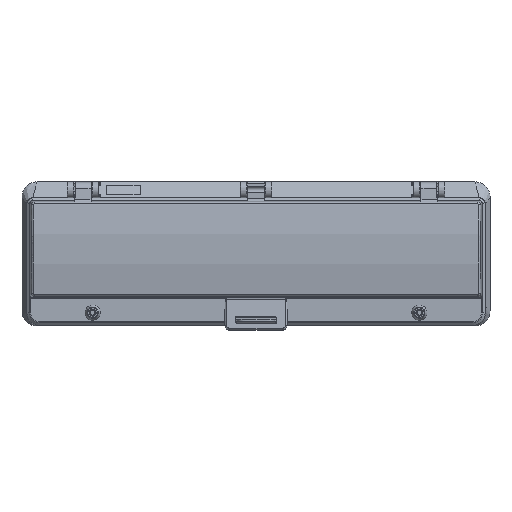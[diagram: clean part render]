
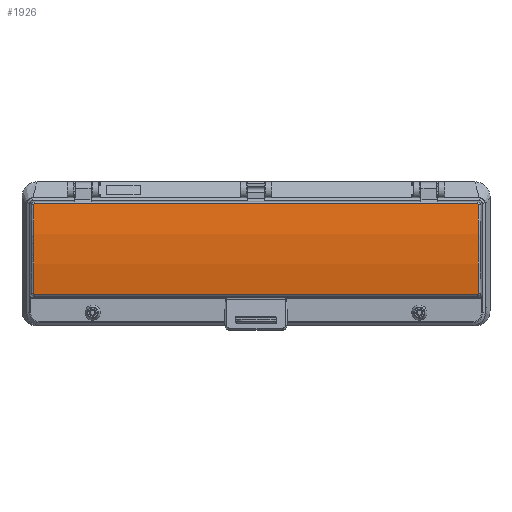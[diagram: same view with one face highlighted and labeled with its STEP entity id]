
A CAD part, top view. The second image highlights one B-rep face of the part: STEP entity #1926.
In plain terms, the highlighted cylindrical face has radius 168.283 mm (diameter 336.566 mm), a partial arc.
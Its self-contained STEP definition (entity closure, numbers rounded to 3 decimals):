
#224=CYLINDRICAL_SURFACE('',#26029,168.283);
#534=B_SPLINE_CURVE_WITH_KNOTS('',3,(#35356,#35357,#35358,#35359),
 .UNSPECIFIED.,.F.,.F.,(4,4),(0.,1.),.UNSPECIFIED.);
#535=B_SPLINE_CURVE_WITH_KNOTS('',3,(#35361,#35362,#35363,#35364),
 .UNSPECIFIED.,.F.,.F.,(4,4),(0.,1.),.UNSPECIFIED.);
#536=B_SPLINE_CURVE_WITH_KNOTS('',3,(#35366,#35367,#35368,#35369,#35370,
#35371,#35372,#35373,#35374,#35375,#35376,#35377),.UNSPECIFIED.,.F.,.F.,
(4,2,2,2,2,4),(0.,0.186,0.394,0.596,
0.798,1.),.UNSPECIFIED.);
#537=B_SPLINE_CURVE_WITH_KNOTS('',3,(#35381,#35382,#35383,#35384,#35385,
#35386,#35387,#35388,#35389,#35390,#35391,#35392),.UNSPECIFIED.,.F.,.F.,
(4,2,2,2,2,4),(0.,0.202,0.404,0.606,
0.814,1.),.UNSPECIFIED.);
#538=B_SPLINE_CURVE_WITH_KNOTS('',3,(#35394,#35395,#35396,#35397),
 .UNSPECIFIED.,.F.,.F.,(4,4),(0.,1.),.UNSPECIFIED.);
#539=B_SPLINE_CURVE_WITH_KNOTS('',3,(#35399,#35400,#35401,#35402),
 .UNSPECIFIED.,.F.,.F.,(4,4),(0.,1.),.UNSPECIFIED.);
#648=FACE_OUTER_BOUND('',#4464,.T.);
#1926=ADVANCED_FACE('',(#648),#224,.T.);
#4464=EDGE_LOOP('',(#6731,#6732,#6733,#6734,#6735,#6736,#6737,#6738));
#6731=ORIENTED_EDGE('',*,*,#16607,.T.);
#6732=ORIENTED_EDGE('',*,*,#16608,.T.);
#6733=ORIENTED_EDGE('',*,*,#16609,.T.);
#6734=ORIENTED_EDGE('',*,*,#16610,.T.);
#6735=ORIENTED_EDGE('',*,*,#16611,.T.);
#6736=ORIENTED_EDGE('',*,*,#16612,.T.);
#6737=ORIENTED_EDGE('',*,*,#16613,.T.);
#6738=ORIENTED_EDGE('',*,*,#16614,.T.);
#14145=VERTEX_POINT('',#35354);
#14146=VERTEX_POINT('',#35355);
#14147=VERTEX_POINT('',#35360);
#14148=VERTEX_POINT('',#35365);
#14149=VERTEX_POINT('',#35378);
#14150=VERTEX_POINT('',#35380);
#14151=VERTEX_POINT('',#35393);
#14152=VERTEX_POINT('',#35398);
#16607=EDGE_CURVE('',#14145,#14146,#20277,.T.);
#16608=EDGE_CURVE('',#14146,#14147,#534,.T.);
#16609=EDGE_CURVE('',#14147,#14148,#535,.T.);
#16610=EDGE_CURVE('',#14148,#14149,#536,.T.);
#16611=EDGE_CURVE('',#14149,#14150,#20278,.T.);
#16612=EDGE_CURVE('',#14150,#14151,#537,.T.);
#16613=EDGE_CURVE('',#14151,#14152,#538,.T.);
#16614=EDGE_CURVE('',#14152,#14145,#539,.T.);
#20277=LINE('',#35353,#23196);
#20278=LINE('',#35379,#23197);
#23196=VECTOR('',#28224,1.);
#23197=VECTOR('',#28225,1.);
#26029=AXIS2_PLACEMENT_3D('',#35403,#28226,#28227);
#28224=DIRECTION('',(1.,0.,0.));
#28225=DIRECTION('',(-1.,0.,0.));
#28226=DIRECTION('',(1.,0.,0.));
#28227=DIRECTION('',(0.,0.,-1.));
#35353=CARTESIAN_POINT('',(70.75,-21.728,10.233));
#35354=CARTESIAN_POINT('',(73.476,-21.728,10.233));
#35355=CARTESIAN_POINT('',(366.524,-21.728,10.233));
#35356=CARTESIAN_POINT('',(366.524,-21.728,10.233));
#35357=CARTESIAN_POINT('',(366.794,-21.724,10.234));
#35358=CARTESIAN_POINT('',(367.014,-21.486,10.277));
#35359=CARTESIAN_POINT('',(367.008,-21.215,10.325));
#35360=CARTESIAN_POINT('',(367.008,-21.215,10.325));
#35361=CARTESIAN_POINT('',(367.008,-21.215,10.325));
#35362=CARTESIAN_POINT('',(366.591,-1.839,13.759));
#35363=CARTESIAN_POINT('',(366.591,18.139,13.759));
#35364=CARTESIAN_POINT('',(367.008,37.515,10.325));
#35365=CARTESIAN_POINT('',(367.008,37.515,10.325));
#35366=CARTESIAN_POINT('',(367.008,37.515,10.325));
#35367=CARTESIAN_POINT('',(367.009,37.563,10.317));
#35368=CARTESIAN_POINT('',(367.004,37.612,10.308));
#35369=CARTESIAN_POINT('',(366.978,37.711,10.29));
#35370=CARTESIAN_POINT('',(366.956,37.762,10.281));
#35371=CARTESIAN_POINT('',(366.898,37.852,10.265));
#35372=CARTESIAN_POINT('',(366.862,37.892,10.258));
#35373=CARTESIAN_POINT('',(366.779,37.958,10.246));
#35374=CARTESIAN_POINT('',(366.731,37.985,10.241));
#35375=CARTESIAN_POINT('',(366.631,38.019,10.235));
#35376=CARTESIAN_POINT('',(366.577,38.028,10.233));
#35377=CARTESIAN_POINT('',(366.524,38.028,10.233));
#35378=CARTESIAN_POINT('',(366.524,38.028,10.233));
#35379=CARTESIAN_POINT('',(70.75,38.028,10.233));
#35380=CARTESIAN_POINT('',(73.476,38.028,10.233));
#35381=CARTESIAN_POINT('',(73.476,38.028,10.233));
#35382=CARTESIAN_POINT('',(73.423,38.028,10.233));
#35383=CARTESIAN_POINT('',(73.369,38.019,10.235));
#35384=CARTESIAN_POINT('',(73.269,37.985,10.241));
#35385=CARTESIAN_POINT('',(73.221,37.958,10.246));
#35386=CARTESIAN_POINT('',(73.138,37.892,10.258));
#35387=CARTESIAN_POINT('',(73.102,37.852,10.265));
#35388=CARTESIAN_POINT('',(73.044,37.762,10.281));
#35389=CARTESIAN_POINT('',(73.022,37.711,10.29));
#35390=CARTESIAN_POINT('',(72.996,37.612,10.308));
#35391=CARTESIAN_POINT('',(72.991,37.563,10.317));
#35392=CARTESIAN_POINT('',(72.992,37.515,10.325));
#35393=CARTESIAN_POINT('',(72.992,37.515,10.325));
#35394=CARTESIAN_POINT('',(72.992,37.515,10.325));
#35395=CARTESIAN_POINT('',(73.409,18.139,13.759));
#35396=CARTESIAN_POINT('',(73.409,-1.839,13.759));
#35397=CARTESIAN_POINT('',(72.992,-21.215,10.325));
#35398=CARTESIAN_POINT('',(72.992,-21.215,10.325));
#35399=CARTESIAN_POINT('',(72.992,-21.215,10.325));
#35400=CARTESIAN_POINT('',(72.986,-21.486,10.277));
#35401=CARTESIAN_POINT('',(73.206,-21.724,10.234));
#35402=CARTESIAN_POINT('',(73.476,-21.728,10.233));
#35403=CARTESIAN_POINT('',(70.75,8.15,-155.376));
